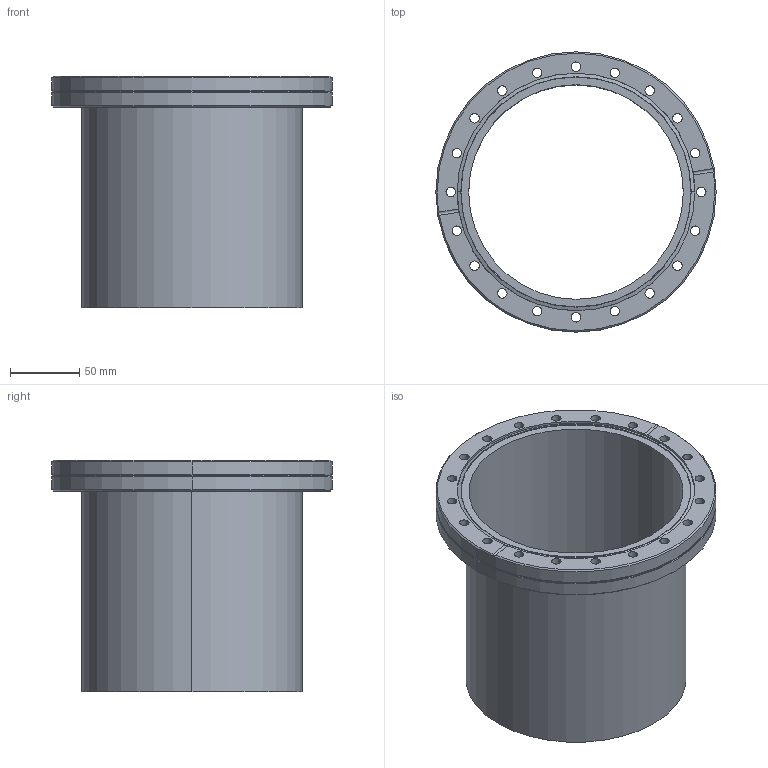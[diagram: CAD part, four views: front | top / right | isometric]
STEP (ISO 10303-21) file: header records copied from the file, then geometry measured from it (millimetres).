
FILE_DESCRIPTION (( 'STEP AP214' ), '1' );
FILE_NAME ('420FRD160-159-167-G.stp', '2017-06-06T08:30:25', ( '' ), ( '' ), 'SwSTEP 2.0', 'SolidWorks 2015', '' );
FILE_SCHEMA (( 'AUTOMOTIVE_DESIGN' ));
Length unit declared in the file: millimetre
Products named in the file (1): 420FRD160-159-167-G
Bounding box: 202.4 x 202.4 x 167 mm (x, y, z)
Volume: 412641.6 mm3; surface area: 215878.6 mm2
Topology: 1 solids, 2 shells, 84 faces, 214 edges, 136 vertices
Faces by surface type: cylinder 58, cone 10, torus 8, plane 8
Entity records: 3698 total; most frequent: DIRECTION 520, CARTESIAN_POINT 499, ORIENTED_EDGE 428, AXIS2_PLACEMENT_3D 225, EDGE_CURVE 214, CIRCLE 140, VERTEX_POINT 136, EDGE_LOOP 130
